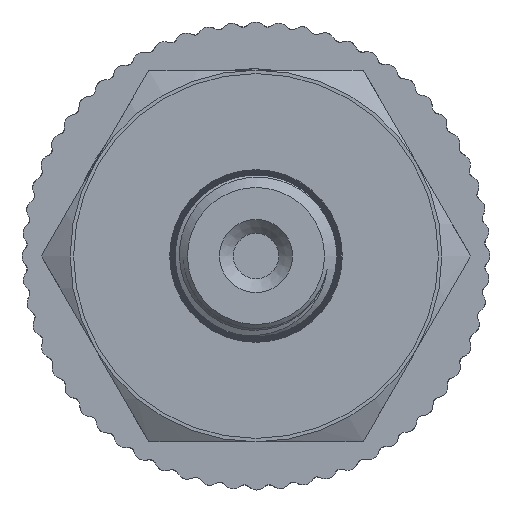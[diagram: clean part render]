
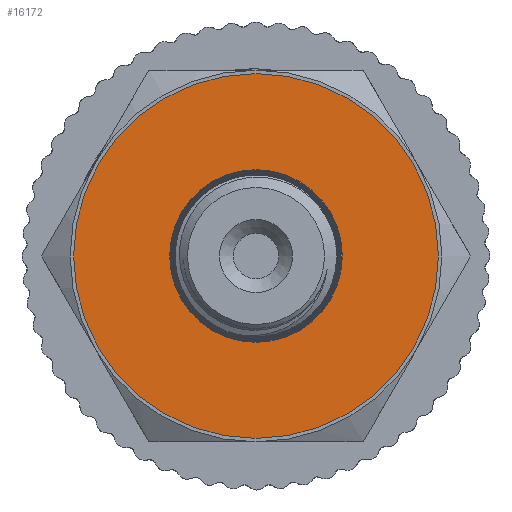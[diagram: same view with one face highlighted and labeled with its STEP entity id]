
A CAD part, left-side view. The second image highlights one B-rep face of the part: STEP entity #16172.
In plain terms, the highlighted planar face has unit normal (-1, 0, 0).
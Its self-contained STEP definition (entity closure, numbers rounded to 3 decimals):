
#656=PLANE('',#16973);
#913=FACE_BOUND('',#2274,.T.);
#1332=FACE_OUTER_BOUND('',#2273,.T.);
#2273=EDGE_LOOP('',(#12374));
#2274=EDGE_LOOP('',(#12375));
#2903=CIRCLE('',#16859,6.27);
#2939=CIRCLE('',#16964,13.25);
#6374=VERTEX_POINT('',#21110);
#6920=VERTEX_POINT('',#30487);
#8099=EDGE_CURVE('',#6374,#6374,#2903,.T.);
#8925=EDGE_CURVE('',#6920,#6920,#2939,.T.);
#12374=ORIENTED_EDGE('',*,*,#8925,.T.);
#12375=ORIENTED_EDGE('',*,*,#8099,.T.);
#16172=ADVANCED_FACE('',(#1332,#913),#656,.T.);
#16859=AXIS2_PLACEMENT_3D('',#21111,#17650,#17651);
#16964=AXIS2_PLACEMENT_3D('',#30488,#18141,#18142);
#16973=AXIS2_PLACEMENT_3D('',#31272,#18162,#18163);
#17650=DIRECTION('center_axis',(1.,0.,0.));
#17651=DIRECTION('ref_axis',(0.,0.,-1.));
#18141=DIRECTION('center_axis',(-1.,0.,0.));
#18142=DIRECTION('ref_axis',(0.,1.,0.));
#18162=DIRECTION('center_axis',(-1.,0.,0.));
#18163=DIRECTION('ref_axis',(0.,0.,1.));
#21110=CARTESIAN_POINT('',(-48.,-6.27,0.));
#21111=CARTESIAN_POINT('Origin',(-48.,0.,0.));
#30487=CARTESIAN_POINT('',(-48.,-13.25,0.));
#30488=CARTESIAN_POINT('Origin',(-48.,0.,0.));
#31272=CARTESIAN_POINT('Origin',(-48.,13.5,0.));
